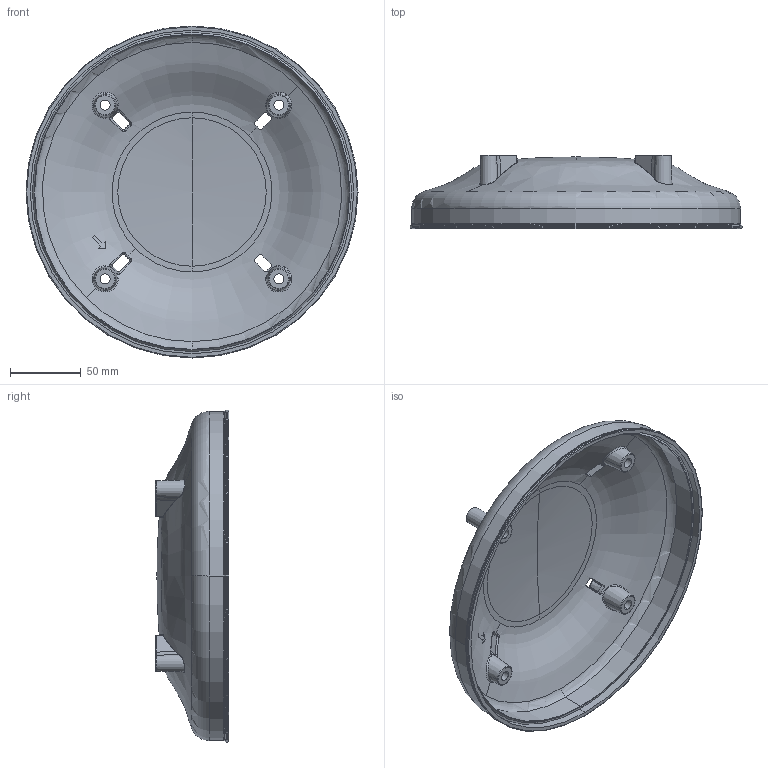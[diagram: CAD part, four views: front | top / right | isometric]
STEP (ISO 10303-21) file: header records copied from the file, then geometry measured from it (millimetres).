
FILE_DESCRIPTION (( 'STEP AP203' ), '1' );
FILE_NAME ('C114BA.STEP', '2022-09-15T11:14:15', ( '' ), ( '' ), 'SwSTEP 2.0', 'SolidWorks 2019', '' );
FILE_SCHEMA (( 'CONFIG_CONTROL_DESIGN' ));
Length unit declared in the file: millimetre
Products named in the file (1): C114BA
Bounding box: 233.86 x 51.62 x 233.86 mm (x, y, z)
Volume: 188498 mm3; surface area: 131015.4 mm2
Topology: 1 solids, 1 shells, 284 faces, 718 edges, 436 vertices
Faces by surface type: bspline 146, cylinder 50, plane 33, torus 28, cone 18, sphere 9
Entity records: 16550 total; most frequent: CARTESIAN_POINT 10783, ORIENTED_EDGE 1428, DIRECTION 891, EDGE_CURVE 714, VERTEX_POINT 436, AXIS2_PLACEMENT_3D 393, B_SPLINE_CURVE_WITH_KNOTS 311, EDGE_LOOP 304
